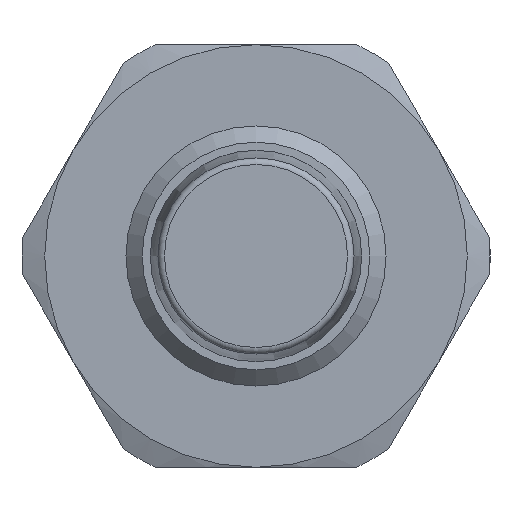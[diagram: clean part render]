
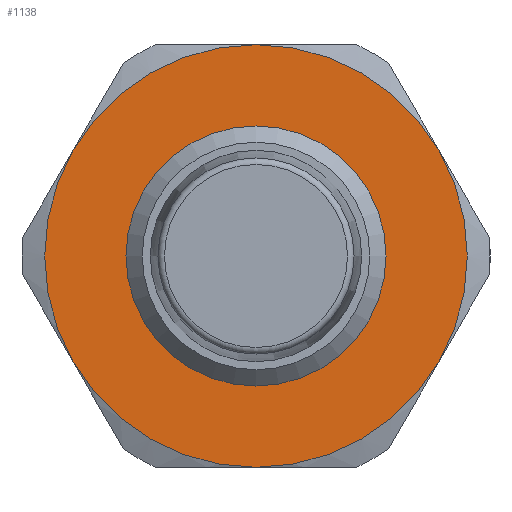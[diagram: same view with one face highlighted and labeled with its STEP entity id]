
A CAD part, left-side view. The second image highlights one B-rep face of the part: STEP entity #1138.
In plain terms, the highlighted planar face has unit normal (-1, 0, 0).
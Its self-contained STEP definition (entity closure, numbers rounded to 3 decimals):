
#67=FACE_BOUND('',#220,.T.);
#107=PLANE('',#1262);
#142=FACE_OUTER_BOUND('',#219,.T.);
#219=EDGE_LOOP('',(#778,#779,#780,#781,#782,#783));
#220=EDGE_LOOP('',(#784));
#370=CIRCLE('',#1235,4.);
#388=CIRCLE('',#1263,6.5);
#389=CIRCLE('',#1264,6.5);
#390=CIRCLE('',#1265,6.5);
#391=CIRCLE('',#1266,6.5);
#392=CIRCLE('',#1267,6.5);
#393=CIRCLE('',#1268,6.5);
#447=VERTEX_POINT('',#1744);
#465=VERTEX_POINT('',#1797);
#466=VERTEX_POINT('',#1798);
#467=VERTEX_POINT('',#1800);
#468=VERTEX_POINT('',#1802);
#469=VERTEX_POINT('',#1804);
#470=VERTEX_POINT('',#1806);
#554=EDGE_CURVE('',#447,#447,#370,.T.);
#579=EDGE_CURVE('',#465,#466,#388,.T.);
#580=EDGE_CURVE('',#466,#467,#389,.T.);
#581=EDGE_CURVE('',#467,#468,#390,.T.);
#582=EDGE_CURVE('',#468,#469,#391,.T.);
#583=EDGE_CURVE('',#469,#470,#392,.T.);
#584=EDGE_CURVE('',#470,#465,#393,.T.);
#778=ORIENTED_EDGE('',*,*,#579,.T.);
#779=ORIENTED_EDGE('',*,*,#580,.T.);
#780=ORIENTED_EDGE('',*,*,#581,.T.);
#781=ORIENTED_EDGE('',*,*,#582,.T.);
#782=ORIENTED_EDGE('',*,*,#583,.T.);
#783=ORIENTED_EDGE('',*,*,#584,.T.);
#784=ORIENTED_EDGE('',*,*,#554,.T.);
#1138=ADVANCED_FACE('',(#142,#67),#107,.F.);
#1235=AXIS2_PLACEMENT_3D('',#1745,#1414,#1415);
#1262=AXIS2_PLACEMENT_3D('',#1796,#1475,#1476);
#1263=AXIS2_PLACEMENT_3D('',#1799,#1477,#1478);
#1264=AXIS2_PLACEMENT_3D('',#1801,#1479,#1480);
#1265=AXIS2_PLACEMENT_3D('',#1803,#1481,#1482);
#1266=AXIS2_PLACEMENT_3D('',#1805,#1483,#1484);
#1267=AXIS2_PLACEMENT_3D('',#1807,#1485,#1486);
#1268=AXIS2_PLACEMENT_3D('',#1808,#1487,#1488);
#1414=DIRECTION('center_axis',(1.,0.,0.));
#1415=DIRECTION('ref_axis',(0.,-1.,0.));
#1475=DIRECTION('center_axis',(1.,0.,0.));
#1476=DIRECTION('ref_axis',(0.,0.,
-1.));
#1477=DIRECTION('center_axis',(-1.,0.,0.));
#1478=DIRECTION('ref_axis',(0.,-1.,0.));
#1479=DIRECTION('center_axis',(-1.,0.,0.));
#1480=DIRECTION('ref_axis',(0.,-1.,0.));
#1481=DIRECTION('center_axis',(-1.,0.,0.));
#1482=DIRECTION('ref_axis',(0.,-1.,0.));
#1483=DIRECTION('center_axis',(-1.,0.,0.));
#1484=DIRECTION('ref_axis',(0.,-1.,0.));
#1485=DIRECTION('center_axis',(-1.,0.,0.));
#1486=DIRECTION('ref_axis',(0.,-1.,0.));
#1487=DIRECTION('center_axis',(-1.,0.,0.));
#1488=DIRECTION('ref_axis',(0.,-1.,0.));
#1744=CARTESIAN_POINT('',(5.434,4.,0.));
#1745=CARTESIAN_POINT('Origin',(5.434,0.,
0.));
#1796=CARTESIAN_POINT('Origin',(5.434,0.,
0.));
#1797=CARTESIAN_POINT('',(5.434,5.629,3.25));
#1798=CARTESIAN_POINT('',(5.434,5.629,-3.25));
#1799=CARTESIAN_POINT('Origin',(5.434,0.,
0.));
#1800=CARTESIAN_POINT('',(5.434,0.,-6.5));
#1801=CARTESIAN_POINT('Origin',(5.434,0.,
0.));
#1802=CARTESIAN_POINT('',(5.434,-5.629,-3.25));
#1803=CARTESIAN_POINT('Origin',(5.434,0.,
0.));
#1804=CARTESIAN_POINT('',(5.434,-5.629,3.25));
#1805=CARTESIAN_POINT('Origin',(5.434,0.,
0.));
#1806=CARTESIAN_POINT('',(5.434,0.,6.5));
#1807=CARTESIAN_POINT('Origin',(5.434,0.,
0.));
#1808=CARTESIAN_POINT('Origin',(5.434,0.,
0.));
